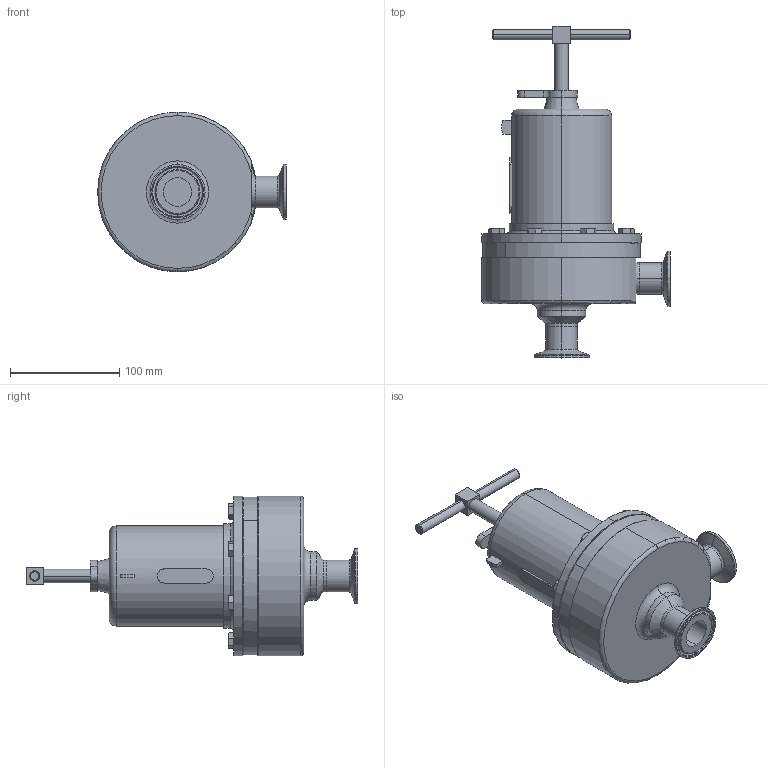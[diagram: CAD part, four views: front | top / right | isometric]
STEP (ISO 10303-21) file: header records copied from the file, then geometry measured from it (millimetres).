
FILE_DESCRIPTION (( 'STEP AP203' ), '1' );
FILE_NAME ('96D-25.STEP', '2017-06-06T20:42:53', ( '' ), ( '' ), 'SwSTEP 2.0', 'SolidWorks 2014', '' );
FILE_SCHEMA (( 'CONFIG_CONTROL_DESIGN' ));
Length unit declared in the file: inch
Products named in the file (2): 96D-25
Bounding box: 173.02 x 304.42 x 146.56 mm (x, y, z)
Volume: 1911812.9 mm3; surface area: 123990 mm2
Topology: 1 solids, 1 shells, 241 faces, 535 edges, 321 vertices
Faces by surface type: plane 92, cone 75, cylinder 45, torus 29
Entity records: 7222 total; most frequent: CARTESIAN_POINT 1777, DIRECTION 1139, ORIENTED_EDGE 1070, EDGE_CURVE 535, AXIS2_PLACEMENT_3D 465, VERTEX_POINT 321, EDGE_LOOP 266, ADVANCED_FACE 241
